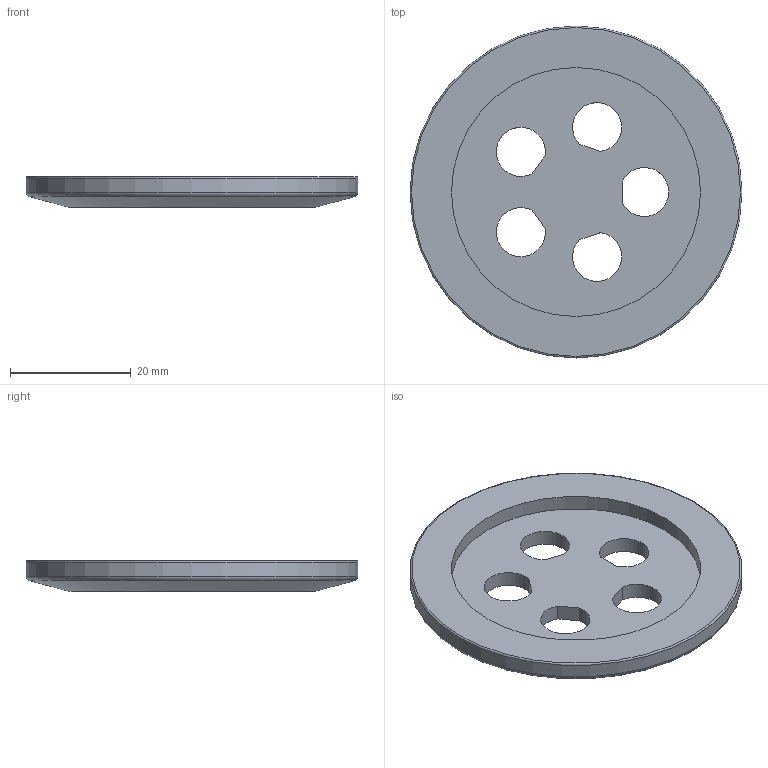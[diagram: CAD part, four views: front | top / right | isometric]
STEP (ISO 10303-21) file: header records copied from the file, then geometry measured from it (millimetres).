
FILE_DESCRIPTION(/* description */ (''),/* implementation_level */ '2;1');
FILE_NAME(/* name */ 'SMA Feedthrough Plate take 2 v5.step',/* time_stamp */ '2017-06-01T10:46:29-07:00',/* author */ (''),/* organization */ (''),/* preprocessor_version */ 'ST-DEVELOPER v16.13',/* originating_system */ 'Autodesk Translation Framework v6.1.1.50',/* authorisation */ '');
FILE_SCHEMA (('AUTOMOTIVE_DESIGN { 1 0 10303 214 3 1 1 }'));
Length unit declared in the file: inch
Products named in the file (2): SMA Feedthrough Plate take 2 v5; Component1
Assembly tree (1 placements, depth 2):
  SMA Feedthrough Plate take 2 v5
    Component1
Bounding box: 55 x 55 x 5.1 mm (x, y, z)
Volume: 7010.6 mm3; surface area: 5435.5 mm2
Topology: 1 solids, 1 shells, 18 faces, 43 edges, 28 vertices
Faces by surface type: plane 8, cylinder 7, torus 2, cone 1
Full cylindrical faces by diameter (mm): 41.25 x1, 55 x1
Entity records: 558 total; most frequent: DIRECTION 96, CARTESIAN_POINT 85, ORIENTED_EDGE 74, AXIS2_PLACEMENT_3D 38, EDGE_CURVE 37, EDGE_LOOP 34, VERTEX_POINT 27, LINE 20
